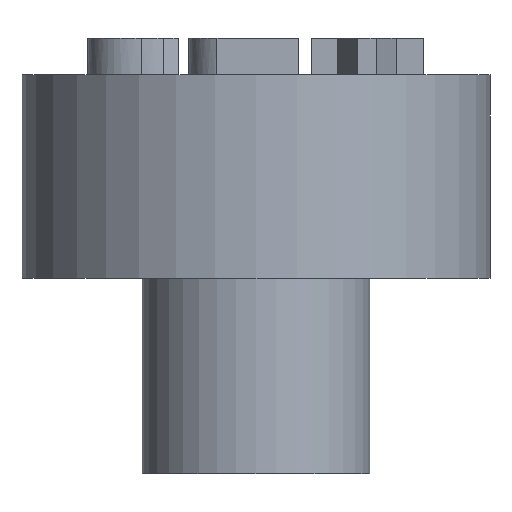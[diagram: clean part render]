
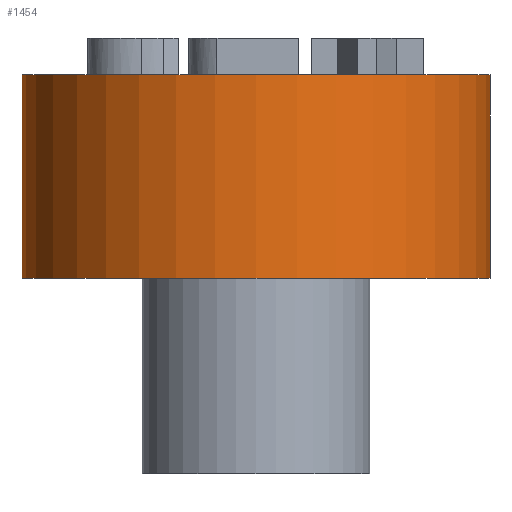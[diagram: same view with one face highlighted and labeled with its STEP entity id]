
A CAD part, front view. The second image highlights one B-rep face of the part: STEP entity #1454.
In plain terms, the highlighted cylindrical face has radius 5.75 mm (diameter 11.5 mm), a full revolution.
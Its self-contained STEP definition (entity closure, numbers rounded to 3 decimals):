
#19=CYLINDRICAL_SURFACE('',#1528,5.75);
#20=CIRCLE('',#1509,5.75);
#23=CIRCLE('',#1527,5.75);
#190=FACE_OUTER_BOUND('',#275,.T.);
#275=EDGE_LOOP('',(#1307,#1308,#1309,#1310));
#424=LINE('',#2573,#571);
#571=VECTOR('',#1783,5.75);
#682=VERTEX_POINT('',#2488);
#709=VERTEX_POINT('',#2570);
#875=EDGE_CURVE('',#682,#682,#20,.T.);
#915=EDGE_CURVE('',#709,#709,#23,.T.);
#916=EDGE_CURVE('',#682,#709,#424,.T.);
#1307=ORIENTED_EDGE('',*,*,#875,.F.);
#1308=ORIENTED_EDGE('',*,*,#916,.T.);
#1309=ORIENTED_EDGE('',*,*,#915,.T.);
#1310=ORIENTED_EDGE('',*,*,#916,.F.);
#1454=ADVANCED_FACE('',(#190),#19,.T.);
#1509=AXIS2_PLACEMENT_3D('',#2489,#1706,#1707);
#1527=AXIS2_PLACEMENT_3D('',#2571,#1779,#1780);
#1528=AXIS2_PLACEMENT_3D('',#2572,#1781,#1782);
#1706=DIRECTION('center_axis',(0.,0.,1.));
#1707=DIRECTION('ref_axis',(1.,0.,0.));
#1779=DIRECTION('center_axis',(0.,0.,1.));
#1780=DIRECTION('ref_axis',(1.,0.,0.));
#1781=DIRECTION('center_axis',(0.,0.,1.));
#1782=DIRECTION('ref_axis',(1.,0.,0.));
#1783=DIRECTION('',(0.,0.,-1.));
#2488=CARTESIAN_POINT('',(-5.75,0.,5.));
#2489=CARTESIAN_POINT('Origin',(0.,0.,5.));
#2570=CARTESIAN_POINT('',(-5.75,0.,0.));
#2571=CARTESIAN_POINT('Origin',(0.,0.,0.));
#2572=CARTESIAN_POINT('Origin',(0.,0.,0.));
#2573=CARTESIAN_POINT('',(-5.75,0.,0.));
